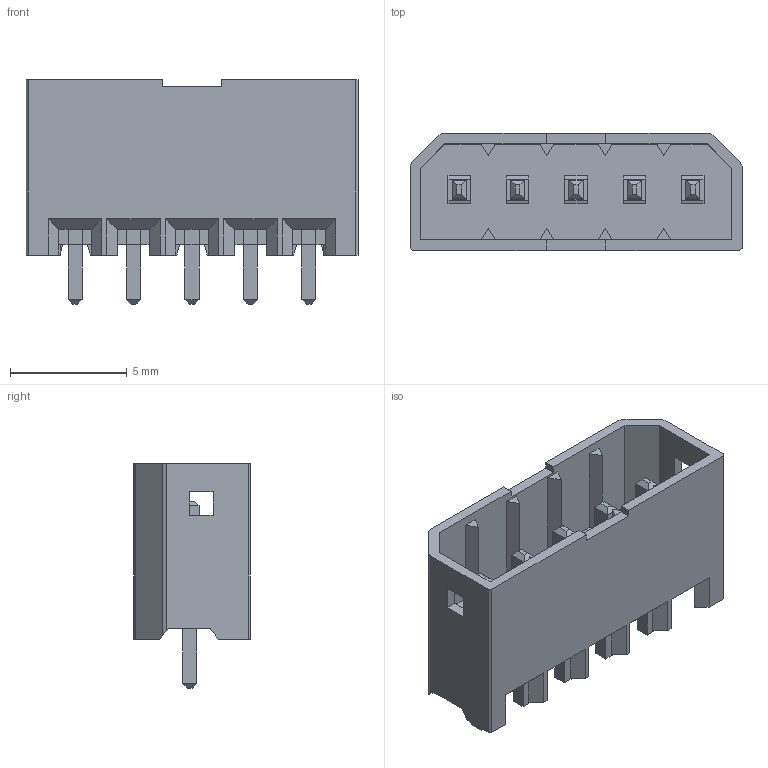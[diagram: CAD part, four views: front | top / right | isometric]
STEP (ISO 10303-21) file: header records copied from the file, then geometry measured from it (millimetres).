
FILE_DESCRIPTION(/* description */ ('Unknown'),/* implementation_level */ '2;1');
FILE_NAME(/* name */ '691347010005B',/* time_stamp */ '2020-07-15T13:42:45+02:00',/* author */ ('Unknown'),/* organization */ ('Unknown'),/* preprocessor_version */ 'ST-DEVELOPER v16.7',/* originating_system */ 'DEX',/* authorisation */ $);
FILE_SCHEMA (('AUTOMOTIVE_DESIGN {1 0 10303 214 3 1 1}'));
Length unit declared in the file: millimetre
Products named in the file (3): 6913470100xxB; 691347010005B; 6913470100xxB_pin
Assembly tree (6 placements, depth 2):
  6913470100xxB
    691347010005B
    6913470100xxB_pin  x5
Bounding box: 14.2 x 5 x 9.6 mm (x, y, z)
Volume: 224.3 mm3; surface area: 891.4 mm2
Topology: 6 solids, 6 shells, 474 faces, 1280 edges, 828 vertices
Faces by surface type: plane 469, cylinder 5
Full cylindrical faces by diameter (mm): 0.5 x5
Entity records: 10625 total; most frequent: CARTESIAN_POINT 1892, ORIENTED_EDGE 1878, DIRECTION 1623, EDGE_CURVE 939, LINE 937, VECTOR 937, VERTEX_POINT 612, EDGE_LOOP 351
